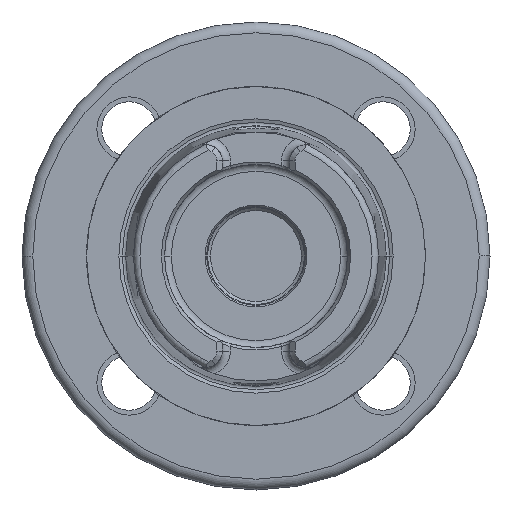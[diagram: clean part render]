
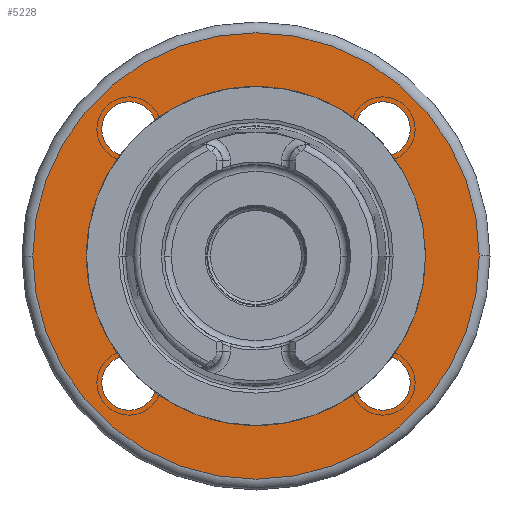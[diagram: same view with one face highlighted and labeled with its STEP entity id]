
A CAD part, left-side view. The second image highlights one B-rep face of the part: STEP entity #5228.
In plain terms, the highlighted planar face has unit normal (-1, 0, 0).
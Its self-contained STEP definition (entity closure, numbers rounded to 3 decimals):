
#1481=CARTESIAN_POINT('',(42.5,0.,0.));
#1482=DIRECTION('',(-1.,0.,0.));
#1483=DIRECTION('',(0.,1.,0.));
#1484=AXIS2_PLACEMENT_3D('',#1481,#1482,#1483);
#1486=CARTESIAN_POINT('',(42.5,0.,0.));
#1487=DIRECTION('',(-1.,0.,0.));
#1488=DIRECTION('',(0.,-1.,0.));
#1489=AXIS2_PLACEMENT_3D('',#1486,#1487,#1488);
#1491=CARTESIAN_POINT('',(42.5,0.,0.));
#1492=DIRECTION('',(1.,0.,0.));
#1493=DIRECTION('',(0.,-1.,0.));
#1494=AXIS2_PLACEMENT_3D('',#1491,#1492,#1493);
#1496=CARTESIAN_POINT('',(42.5,0.,0.));
#1497=DIRECTION('',(1.,0.,0.));
#1498=DIRECTION('',(0.,1.,0.));
#1499=AXIS2_PLACEMENT_3D('',#1496,#1497,#1498);
#1501=CARTESIAN_POINT('',(42.5,23.582,23.582));
#1502=DIRECTION('',(1.,0.,0.));
#1503=DIRECTION('',(0.,-1.,0.));
#1504=AXIS2_PLACEMENT_3D('',#1501,#1502,#1503);
#1506=CARTESIAN_POINT('',(42.5,23.582,23.582));
#1507=DIRECTION('',(1.,0.,0.));
#1508=DIRECTION('',(0.,1.,0.));
#1509=AXIS2_PLACEMENT_3D('',#1506,#1507,#1508);
#1511=CARTESIAN_POINT('',(42.5,-23.582,23.582));
#1512=DIRECTION('',(1.,0.,0.));
#1513=DIRECTION('',(0.,0.,-1.));
#1514=AXIS2_PLACEMENT_3D('',#1511,#1512,#1513);
#1516=CARTESIAN_POINT('',(42.5,-23.582,23.582));
#1517=DIRECTION('',(1.,0.,0.));
#1518=DIRECTION('',(0.,0.,1.));
#1519=AXIS2_PLACEMENT_3D('',#1516,#1517,#1518);
#1521=CARTESIAN_POINT('',(42.5,-23.582,-23.582));
#1522=DIRECTION('',(1.,0.,0.));
#1523=DIRECTION('',(0.,1.,0.));
#1524=AXIS2_PLACEMENT_3D('',#1521,#1522,#1523);
#1526=CARTESIAN_POINT('',(42.5,-23.582,-23.582));
#1527=DIRECTION('',(1.,0.,0.));
#1528=DIRECTION('',(0.,-1.,0.));
#1529=AXIS2_PLACEMENT_3D('',#1526,#1527,#1528);
#1531=CARTESIAN_POINT('',(42.5,23.582,-23.582));
#1532=DIRECTION('',(1.,0.,0.));
#1533=DIRECTION('',(0.,0.,1.));
#1534=AXIS2_PLACEMENT_3D('',#1531,#1532,#1533);
#1536=CARTESIAN_POINT('',(42.5,23.582,-23.582));
#1537=DIRECTION('',(1.,0.,0.));
#1538=DIRECTION('',(0.,0.,-1.));
#1539=AXIS2_PLACEMENT_3D('',#1536,#1537,#1538);
#3457=CARTESIAN_POINT('',(42.5,26.5,0.));
#3458=CARTESIAN_POINT('',(42.5,-26.5,0.));
#3459=VERTEX_POINT('',#3457);
#3460=VERTEX_POINT('',#3458);
#3484=CARTESIAN_POINT('',(42.5,-41.5,0.));
#3485=CARTESIAN_POINT('',(42.5,41.5,0.));
#3486=VERTEX_POINT('',#3484);
#3487=VERTEX_POINT('',#3485);
#3498=CARTESIAN_POINT('',(42.5,18.482,23.582));
#3499=VERTEX_POINT('',#3498);
#3500=CARTESIAN_POINT('',(42.5,28.682,23.582));
#3501=VERTEX_POINT('',#3500);
#3506=CARTESIAN_POINT('',(42.5,-23.582,18.482));
#3507=VERTEX_POINT('',#3506);
#3508=CARTESIAN_POINT('',(42.5,-23.582,28.682));
#3509=VERTEX_POINT('',#3508);
#3514=CARTESIAN_POINT('',(42.5,-18.482,-23.582));
#3515=VERTEX_POINT('',#3514);
#3516=CARTESIAN_POINT('',(42.5,-28.682,-23.582));
#3517=VERTEX_POINT('',#3516);
#3522=CARTESIAN_POINT('',(42.5,23.582,-18.482));
#3523=VERTEX_POINT('',#3522);
#3524=CARTESIAN_POINT('',(42.5,23.582,-28.682));
#3525=VERTEX_POINT('',#3524);
#5188=CARTESIAN_POINT('',(42.5,0.,0.));
#5189=DIRECTION('',(1.,0.,0.));
#5190=DIRECTION('',(0.,-1.,0.));
#5191=AXIS2_PLACEMENT_3D('',#5188,#5189,#5190);
#5192=PLANE('',#5191);
#5194=ORIENTED_EDGE('',*,*,#5193,.T.);
#5196=ORIENTED_EDGE('',*,*,#5195,.T.);
#5197=EDGE_LOOP('',(#5194,#5196));
#5198=FACE_OUTER_BOUND('',#5197,.F.);
#5199=ORIENTED_EDGE('',*,*,#5178,.T.);
#5201=ORIENTED_EDGE('',*,*,#5200,.T.);
#5202=EDGE_LOOP('',(#5199,#5201));
#5203=FACE_BOUND('',#5202,.F.);
#5205=ORIENTED_EDGE('',*,*,#5204,.F.);
#5207=ORIENTED_EDGE('',*,*,#5206,.F.);
#5208=EDGE_LOOP('',(#5205,#5207));
#5209=FACE_BOUND('',#5208,.F.);
#5211=ORIENTED_EDGE('',*,*,#5210,.F.);
#5213=ORIENTED_EDGE('',*,*,#5212,.F.);
#5214=EDGE_LOOP('',(#5211,#5213));
#5215=FACE_BOUND('',#5214,.F.);
#5217=ORIENTED_EDGE('',*,*,#5216,.F.);
#5219=ORIENTED_EDGE('',*,*,#5218,.F.);
#5220=EDGE_LOOP('',(#5217,#5219));
#5221=FACE_BOUND('',#5220,.F.);
#5223=ORIENTED_EDGE('',*,*,#5222,.F.);
#5225=ORIENTED_EDGE('',*,*,#5224,.F.);
#5226=EDGE_LOOP('',(#5223,#5225));
#5227=FACE_BOUND('',#5226,.F.);
#5228=ADVANCED_FACE('',(#5198,#5203,#5209,#5215,#5221,#5227),#5192,.F.);
#1485=CIRCLE('',#1484,26.5);
#1490=CIRCLE('',#1489,26.5);
#1495=CIRCLE('',#1494,41.5);
#1500=CIRCLE('',#1499,41.5);
#1505=CIRCLE('',#1504,5.1);
#1510=CIRCLE('',#1509,5.1);
#1515=CIRCLE('',#1514,5.1);
#1520=CIRCLE('',#1519,5.1);
#1525=CIRCLE('',#1524,5.1);
#1530=CIRCLE('',#1529,5.1);
#1535=CIRCLE('',#1534,5.1);
#1540=CIRCLE('',#1539,5.1);
#5178=EDGE_CURVE('',#3459,#3460,#1485,.T.);
#5193=EDGE_CURVE('',#3486,#3487,#1495,.T.);
#5195=EDGE_CURVE('',#3487,#3486,#1500,.T.);
#5200=EDGE_CURVE('',#3460,#3459,#1490,.T.);
#5204=EDGE_CURVE('',#3499,#3501,#1505,.T.);
#5206=EDGE_CURVE('',#3501,#3499,#1510,.T.);
#5210=EDGE_CURVE('',#3507,#3509,#1515,.T.);
#5212=EDGE_CURVE('',#3509,#3507,#1520,.T.);
#5216=EDGE_CURVE('',#3515,#3517,#1525,.T.);
#5218=EDGE_CURVE('',#3517,#3515,#1530,.T.);
#5222=EDGE_CURVE('',#3523,#3525,#1535,.T.);
#5224=EDGE_CURVE('',#3525,#3523,#1540,.T.);
